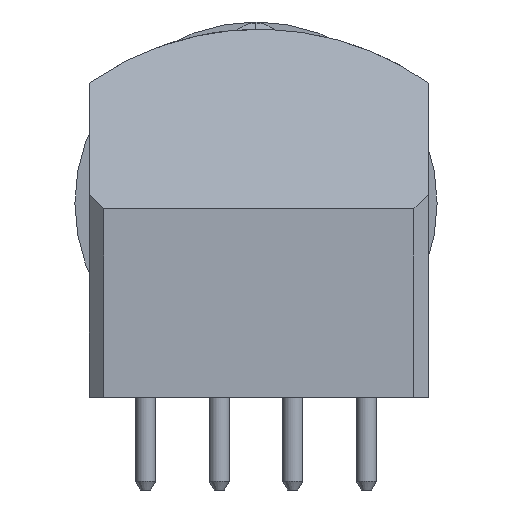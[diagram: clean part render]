
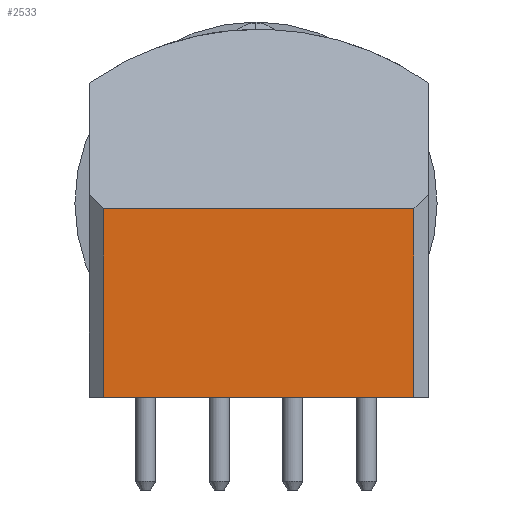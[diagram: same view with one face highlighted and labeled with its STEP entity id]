
A CAD part, left-side view. The second image highlights one B-rep face of the part: STEP entity #2533.
In plain terms, the highlighted planar face has unit normal (-1, 0, 0).
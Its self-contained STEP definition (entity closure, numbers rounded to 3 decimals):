
#2288 = VERTEX_POINT('',#2289);
#2289 = CARTESIAN_POINT('',(-6.59,5.25,0.125));
#2304 = VERTEX_POINT('',#2305);
#2305 = CARTESIAN_POINT('',(-6.59,-5.45,0.125));
#2311 = EDGE_CURVE('',#2288,#2304,#2312,.T.);
#2312 = LINE('',#2313,#2314);
#2313 = CARTESIAN_POINT('',(-6.59,5.25,0.125));
#2314 = VECTOR('',#2315,1.);
#2315 = DIRECTION('',(0.,-1.,0.));
#2471 = VERTEX_POINT('',#2472);
#2472 = CARTESIAN_POINT('',(-6.59,5.25,6.625));
#2478 = EDGE_CURVE('',#2479,#2471,#2481,.T.);
#2479 = VERTEX_POINT('',#2480);
#2480 = CARTESIAN_POINT('',(-6.59,-5.45,6.625));
#2481 = LINE('',#2482,#2483);
#2482 = CARTESIAN_POINT('',(-6.59,-5.45,6.625));
#2483 = VECTOR('',#2484,1.);
#2484 = DIRECTION('',(0.,1.,0.));
#2504 = EDGE_CURVE('',#2479,#2304,#2505,.T.);
#2505 = LINE('',#2506,#2507);
#2506 = CARTESIAN_POINT('',(-6.59,-5.45,6.625));
#2507 = VECTOR('',#2508,1.);
#2508 = DIRECTION('',(0.,0.,-1.));
#2521 = EDGE_CURVE('',#2288,#2471,#2522,.T.);
#2522 = LINE('',#2523,#2524);
#2523 = CARTESIAN_POINT('',(-6.59,5.25,0.125));
#2524 = VECTOR('',#2525,1.);
#2525 = DIRECTION('',(0.,0.,1.));
#2533 = ADVANCED_FACE('',(#2534),#2540,.F.);
#2534 = FACE_BOUND('',#2535,.T.);
#2535 = EDGE_LOOP('',(#2536,#2537,#2538,#2539));
#2536 = ORIENTED_EDGE('',*,*,#2521,.F.);
#2537 = ORIENTED_EDGE('',*,*,#2311,.T.);
#2538 = ORIENTED_EDGE('',*,*,#2504,.F.);
#2539 = ORIENTED_EDGE('',*,*,#2478,.T.);
#2540 = PLANE('',#2541);
#2541 = AXIS2_PLACEMENT_3D('',#2542,#2543,#2544);
#2542 = CARTESIAN_POINT('',(-6.59,-0.1,6.475));
#2543 = DIRECTION('',(1.,0.,0.));
#2544 = DIRECTION('',(0.,1.,0.));
